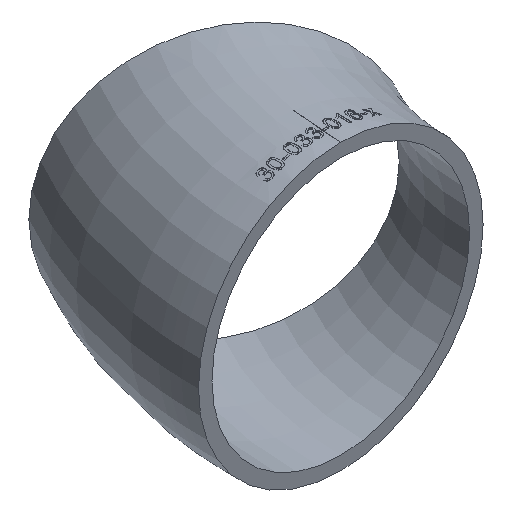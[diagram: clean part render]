
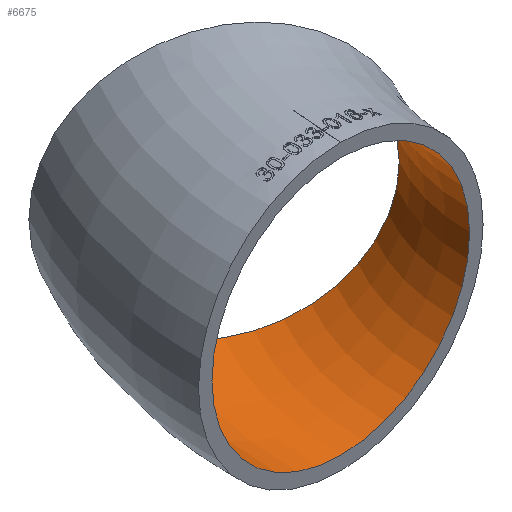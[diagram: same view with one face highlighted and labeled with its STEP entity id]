
A CAD part, isometric view. The second image highlights one B-rep face of the part: STEP entity #6675.
In plain terms, the highlighted toroidal (fillet/blend) face has major radius 38 mm and minor radius 15.25 mm.
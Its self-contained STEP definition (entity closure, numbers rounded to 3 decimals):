
#55 = ORIENTED_EDGE ( 'NONE', *, *, #12526, .T. ) ;
#158 = CARTESIAN_POINT ( 'NONE',  ( -38., 0., 0. ) ) ;
#707 = EDGE_CURVE ( 'NONE', #4348, #4348, #16204, .T. ) ;
#1247 = CARTESIAN_POINT ( 'NONE',  ( 0., 0., 0. ) ) ;
#2352 = ORIENTED_EDGE ( 'NONE', *, *, #707, .F. ) ;
#2557 = DIRECTION ( 'NONE',  ( 0., 0., -1. ) ) ;
#2789 = CARTESIAN_POINT ( 'NONE',  ( -32.909, 19., 0. ) ) ;
#4348 = VERTEX_POINT ( 'NONE', #13808 ) ;
#4714 = FACE_OUTER_BOUND ( 'NONE', #5855, .T. ) ;
#5671 = AXIS2_PLACEMENT_3D ( 'NONE', #1247, #2557, #16922 ) ;
#5855 = EDGE_LOOP ( 'NONE', ( #2352 ) ) ;
#5915 = VERTEX_POINT ( 'NONE', #15015 ) ;
#6675 = ADVANCED_FACE ( 'NONE', ( #8727, #4714 ), #7368, .F. ) ;
#7368 = TOROIDAL_SURFACE ( 'NONE', #5671, 38., 15.25 ) ;
#7717 = AXIS2_PLACEMENT_3D ( 'NONE', #2789, #16035, #8077 ) ;
#8077 = DIRECTION ( 'NONE',  ( -0.866, 0.5, 0. ) ) ;
#8251 = CIRCLE ( 'NONE', #7717, 15.25 ) ;
#8727 = FACE_OUTER_BOUND ( 'NONE', #9778, .T. ) ;
#9778 = EDGE_LOOP ( 'NONE', ( #55 ) ) ;
#12042 = DIRECTION ( 'NONE',  ( 0., 0., 1. ) ) ;
#12526 = EDGE_CURVE ( 'NONE', #5915, #5915, #8251, .T. ) ;
#12927 = AXIS2_PLACEMENT_3D ( 'NONE', #158, #13416, #12042 ) ;
#13416 = DIRECTION ( 'NONE',  ( 0., 1., 0. ) ) ;
#13808 = CARTESIAN_POINT ( 'NONE',  ( -38., 0., 15.25 ) ) ;
#15015 = CARTESIAN_POINT ( 'NONE',  ( -46.116, 26.625, 0. ) ) ;
#16035 = DIRECTION ( 'NONE',  ( 0.5, 0.866, 0. ) ) ;
#16204 = CIRCLE ( 'NONE', #12927, 15.25 ) ;
#16922 = DIRECTION ( 'NONE',  ( -1., 0., 0. ) ) ;
